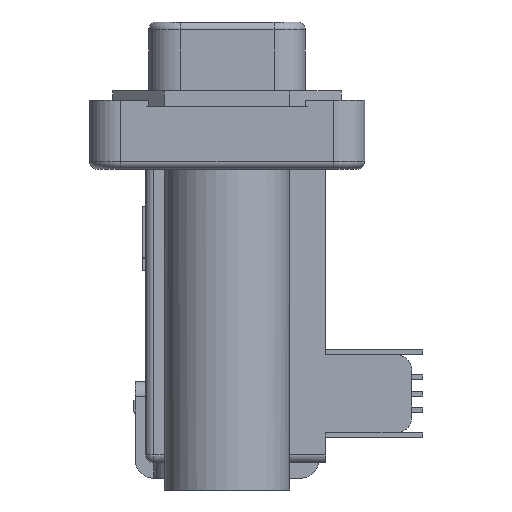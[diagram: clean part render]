
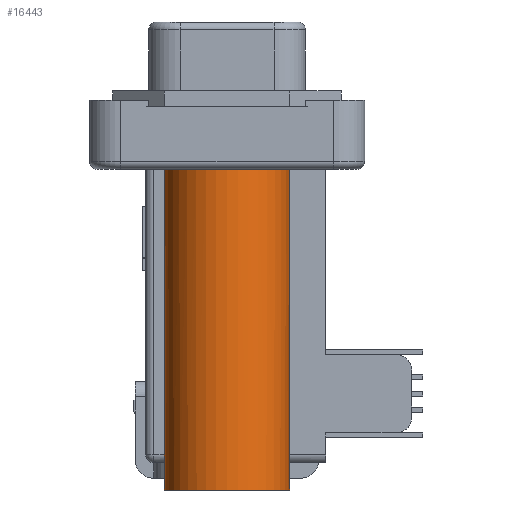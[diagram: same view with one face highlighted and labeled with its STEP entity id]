
A CAD part, left-side view. The second image highlights one B-rep face of the part: STEP entity #16443.
In plain terms, the highlighted cylindrical face has radius 2 mm (diameter 4 mm), a partial arc.
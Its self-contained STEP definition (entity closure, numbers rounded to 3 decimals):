
#362=B_SPLINE_CURVE_WITH_KNOTS('',3,(#25283,#25284,#25285,#25286,#25287,
#25288,#25289,#25290,#25291,#25292),.UNSPECIFIED.,.F.,.F.,(4,2,2,2,4),(0.114,
0.123,0.133,0.142,0.151),
 .UNSPECIFIED.);
#363=B_SPLINE_CURVE_WITH_KNOTS('',3,(#25303,#25304,#25305,#25306,#25307,
#25308,#25309,#25310,#25311,#25312),.UNSPECIFIED.,.F.,.F.,(4,2,2,2,4),(0.,
0.009,0.019,0.028,0.038),
 .UNSPECIFIED.);
#519=CYLINDRICAL_SURFACE('',#17384,2.);
#1053=FACE_OUTER_BOUND('',#1992,.T.);
#1992=EDGE_LOOP('',(#12639,#12640,#12641,#12642,#12643,#12644,#12645,#12646));
#2558=CIRCLE('',#17253,2.);
#2570=CIRCLE('',#17385,2.);
#3463=LINE('',#25299,#5379);
#3464=LINE('',#25300,#5380);
#3723=LINE('',#27547,#5639);
#3725=LINE('',#27551,#5641);
#5379=VECTOR('',#19432,1000.);
#5380=VECTOR('',#19433,1000.);
#5639=VECTOR('',#19950,1000.);
#5641=VECTOR('',#19954,1000.);
#7145=VERTEX_POINT('',#24880);
#7146=VERTEX_POINT('',#24882);
#7219=VERTEX_POINT('',#25281);
#7220=VERTEX_POINT('',#25294);
#7221=VERTEX_POINT('',#25295);
#7222=VERTEX_POINT('',#25302);
#7379=VERTEX_POINT('',#27546);
#7380=VERTEX_POINT('',#27550);
#8998=EDGE_CURVE('',#7145,#7219,#362,.T.);
#8999=EDGE_CURVE('',#7220,#7221,#2558,.T.);
#9001=EDGE_CURVE('',#7220,#7145,#3463,.T.);
#9002=EDGE_CURVE('',#7221,#7146,#3464,.T.);
#9003=EDGE_CURVE('',#7222,#7146,#363,.T.);
#9314=EDGE_CURVE('',#7379,#7219,#3723,.T.);
#9316=EDGE_CURVE('',#7222,#7380,#3725,.T.);
#9317=EDGE_CURVE('',#7379,#7380,#2570,.T.);
#12639=ORIENTED_EDGE('',*,*,#9316,.F.);
#12640=ORIENTED_EDGE('',*,*,#9003,.T.);
#12641=ORIENTED_EDGE('',*,*,#9002,.F.);
#12642=ORIENTED_EDGE('',*,*,#8999,.F.);
#12643=ORIENTED_EDGE('',*,*,#9001,.T.);
#12644=ORIENTED_EDGE('',*,*,#8998,.T.);
#12645=ORIENTED_EDGE('',*,*,#9314,.F.);
#12646=ORIENTED_EDGE('',*,*,#9317,.T.);
#16443=ADVANCED_FACE('',(#1053),#519,.T.);
#17253=AXIS2_PLACEMENT_3D('',#25296,#19427,#19428);
#17384=AXIS2_PLACEMENT_3D('',#27549,#19952,#19953);
#17385=AXIS2_PLACEMENT_3D('',#27552,#19955,#19956);
#19427=DIRECTION('center_axis',(0.,0.,-1.));
#19428=DIRECTION('ref_axis',(-1.,0.,0.));
#19432=DIRECTION('',(0.,0.,1.));
#19433=DIRECTION('',(0.,0.,1.));
#19950=DIRECTION('',(0.,0.,-1.));
#19952=DIRECTION('center_axis',(0.,0.,1.));
#19953=DIRECTION('ref_axis',(-1.,0.,0.));
#19954=DIRECTION('',(0.,0.,1.));
#19955=DIRECTION('center_axis',(0.,0.,-1.));
#19956=DIRECTION('ref_axis',(-1.,0.,0.));
#24880=CARTESIAN_POINT('',(-9.,-1.984,-11.375));
#24882=CARTESIAN_POINT('',(-9.,1.984,-11.375));
#25281=CARTESIAN_POINT('',(-9.25,-2.,-11.125));
#25283=CARTESIAN_POINT('Ctrl Pts',(-9.,-1.984,-11.375));
#25284=CARTESIAN_POINT('Ctrl Pts',(-9.031,-1.988,
-11.375));
#25285=CARTESIAN_POINT('Ctrl Pts',(-9.065,-1.992,-11.369));
#25286=CARTESIAN_POINT('Ctrl Pts',(-9.126,-1.996,
-11.343));
#25287=CARTESIAN_POINT('Ctrl Pts',(-9.155,-1.998,
-11.324));
#25288=CARTESIAN_POINT('Ctrl Pts',(-9.199,-1.999,
-11.28));
#25289=CARTESIAN_POINT('Ctrl Pts',(-9.218,-2.,
-11.251));
#25290=CARTESIAN_POINT('Ctrl Pts',(-9.244,-2.,
-11.19));
#25291=CARTESIAN_POINT('Ctrl Pts',(-9.25,-2.,
-11.156));
#25292=CARTESIAN_POINT('Ctrl Pts',(-9.25,-2.,
-11.125));
#25294=CARTESIAN_POINT('',(-9.,-1.984,-12.25));
#25295=CARTESIAN_POINT('',(-9.,1.984,-12.25));
#25296=CARTESIAN_POINT('Origin',(-9.25,0.,-12.25));
#25299=CARTESIAN_POINT('',(-9.,-1.984,-12.25));
#25300=CARTESIAN_POINT('',(-9.,1.984,-12.25));
#25302=CARTESIAN_POINT('',(-9.25,2.,-11.125));
#25303=CARTESIAN_POINT('Ctrl Pts',(-9.25,2.,-11.125));
#25304=CARTESIAN_POINT('Ctrl Pts',(-9.25,2.,-11.156));
#25305=CARTESIAN_POINT('Ctrl Pts',(-9.244,2.,-11.19));
#25306=CARTESIAN_POINT('Ctrl Pts',(-9.218,2.,-11.251));
#25307=CARTESIAN_POINT('Ctrl Pts',(-9.199,1.999,-11.28));
#25308=CARTESIAN_POINT('Ctrl Pts',(-9.155,1.998,-11.324));
#25309=CARTESIAN_POINT('Ctrl Pts',(-9.126,1.996,-11.343));
#25310=CARTESIAN_POINT('Ctrl Pts',(-9.065,1.992,-11.369));
#25311=CARTESIAN_POINT('Ctrl Pts',(-9.031,1.988,-11.375));
#25312=CARTESIAN_POINT('Ctrl Pts',(-9.,1.984,-11.375));
#27546=CARTESIAN_POINT('',(-9.25,-2.,-2.));
#27547=CARTESIAN_POINT('',(-9.25,-2.,-31.107));
#27549=CARTESIAN_POINT('Origin',(-9.25,0.,-31.107));
#27550=CARTESIAN_POINT('',(-9.25,2.,-2.));
#27551=CARTESIAN_POINT('',(-9.25,2.,-31.107));
#27552=CARTESIAN_POINT('Origin',(-9.25,0.,-2.));
